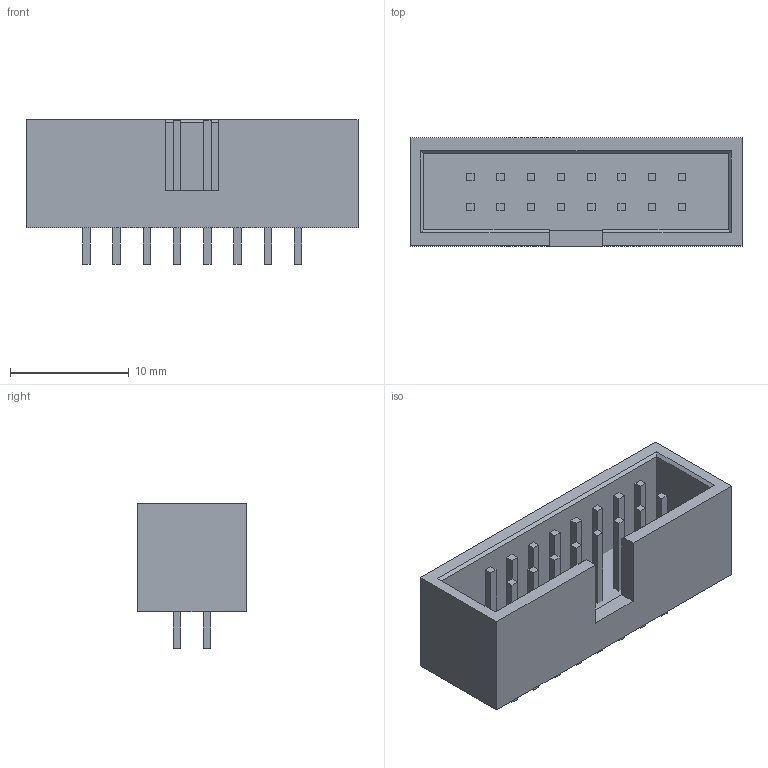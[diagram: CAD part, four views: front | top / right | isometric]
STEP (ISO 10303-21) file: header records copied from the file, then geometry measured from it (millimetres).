
FILE_DESCRIPTION(('FreeCAD Model'),'2;1');
FILE_NAME( 'CONN 2X8.step', '2017-12-16T12:24:45',('Author'),(''), 'Open CASCADE STEP processor 7.1','FreeCAD','Unknown');
FILE_SCHEMA(('AUTOMOTIVE_DESIGN { 1 0 10303 214 1 1 1 1 }'));
Length unit declared in the file: millimetre
Products named in the file (3): Body002; Body; Body001
Bounding box: 27.94 x 9.1 x 12.2 mm (x, y, z)
Volume: 1491.1 mm3; surface area: 2907.6 mm2
Topology: 3 solids, 3 shells, 190 faces, 455 edges, 302 vertices
Faces by surface type: plane 190
Entity records: 11364 total; most frequent: CARTESIAN_POINT 1858, DIRECTION 1747, LINE 1365, VECTOR 1365, ORIENTED_EDGE 910, PCURVE 910, DEFINITIONAL_REPRESENTATION 910, EDGE_CURVE 455
